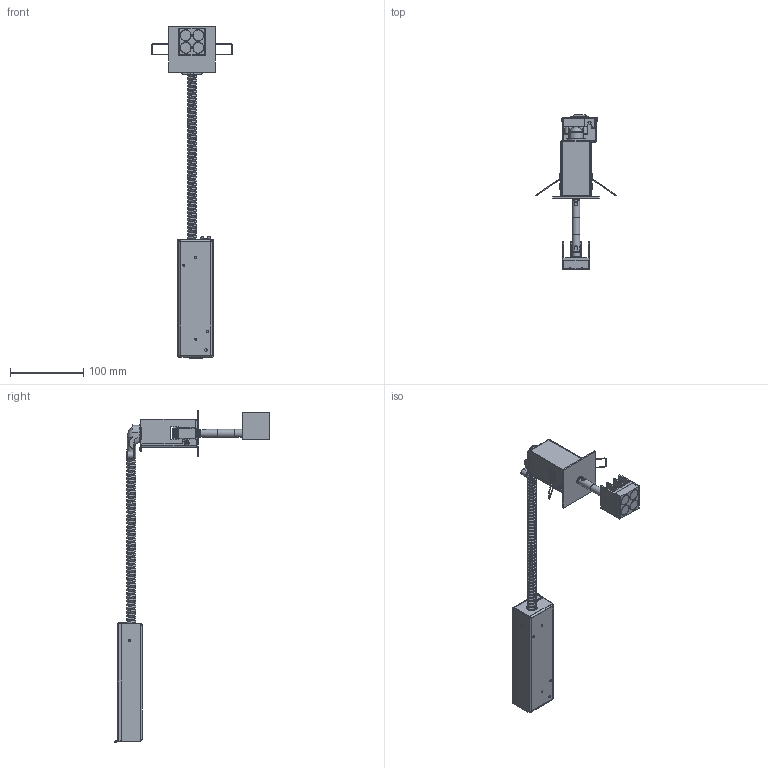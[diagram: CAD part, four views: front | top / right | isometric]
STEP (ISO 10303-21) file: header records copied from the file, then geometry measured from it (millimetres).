
FILE_DESCRIPTION (( 'STEP AP214' ), '1' );
FILE_NAME ('MC37.STEP', '2016-09-20T18:43:35', ( '' ), ( '' ), 'SwSTEP 2.0', 'SolidWorks 2012', '' );
FILE_SCHEMA (( 'AUTOMOTIVE_DESIGN' ));
Length unit declared in the file: inch
Products named in the file (1): MC37
Bounding box: 110.01 x 211.13 x 453.45 mm (x, y, z)
Surface area: 126913.9 mm2 (no closed solid volume)
Topology: 0 solids, 35 shells, 489 faces, 2004 edges, 1444 vertices
Faces by surface type: plane 261, cylinder 153, bspline 34, cone 23, torus 18
Full cylindrical faces by diameter (mm): 1 x10, 2.705 x4, 3.454 x6, 4.318 x2, 5 x1, 8.179 x2, 10.4 x5, 14.224 x1, 20.32 x1, 22.225 x1, 24.892 x1
Entity records: 40843 total; most frequent: CARTESIAN_POINT 19101, DIRECTION 3144, ORIENTED_EDGE 2741, EDGE_CURVE 1901, VERTEX_POINT 1400, VECTOR 1098, LINE 1098, AXIS2_PLACEMENT_3D 1023
